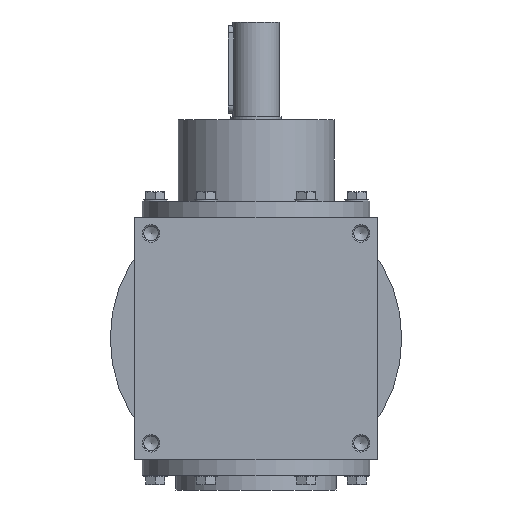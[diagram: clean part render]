
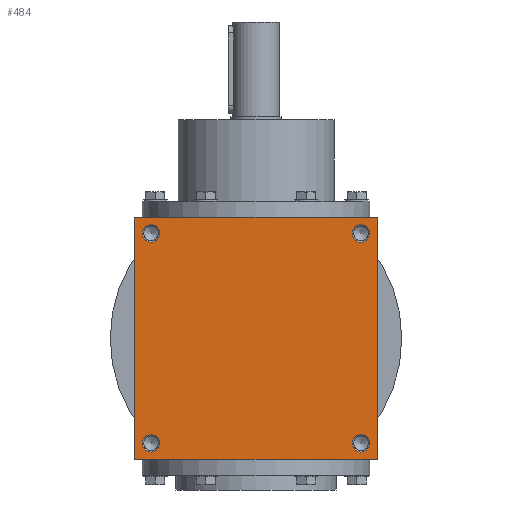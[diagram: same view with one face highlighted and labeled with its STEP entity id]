
A CAD part, left-side view. The second image highlights one B-rep face of the part: STEP entity #484.
In plain terms, the highlighted face is planar.
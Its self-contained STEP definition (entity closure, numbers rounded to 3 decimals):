
#484 = ADVANCED_FACE( '', ( #981, #982, #983, #984, #985 ), #986, .F. );
#981 = FACE_BOUND( '', #1714, .T. );
#982 = FACE_BOUND( '', #1715, .T. );
#983 = FACE_BOUND( '', #1716, .T. );
#984 = FACE_BOUND( '', #1717, .T. );
#985 = FACE_OUTER_BOUND( '', #1718, .T. );
#986 = PLANE( '', #1719 );
#1714 = EDGE_LOOP( '', ( #2494 ) );
#1715 = EDGE_LOOP( '', ( #2495 ) );
#1716 = EDGE_LOOP( '', ( #2496 ) );
#1717 = EDGE_LOOP( '', ( #2497 ) );
#1718 = EDGE_LOOP( '', ( #2498, #2499, #2500, #2501 ) );
#1719 = AXIS2_PLACEMENT_3D( '', #2502, #2503, #2504 );
#2494 = ORIENTED_EDGE( '', *, *, #3815, .F. );
#2495 = ORIENTED_EDGE( '', *, *, #3816, .T. );
#2496 = ORIENTED_EDGE( '', *, *, #3817, .F. );
#2497 = ORIENTED_EDGE( '', *, *, #3818, .T. );
#2498 = ORIENTED_EDGE( '', *, *, #3819, .F. );
#2499 = ORIENTED_EDGE( '', *, *, #3820, .F. );
#2500 = ORIENTED_EDGE( '', *, *, #3821, .F. );
#2501 = ORIENTED_EDGE( '', *, *, #3822, .F. );
#2502 = CARTESIAN_POINT( '', ( 0., 0., -83. ) );
#2503 = DIRECTION( '', ( 0., 0., 1. ) );
#2504 = DIRECTION( '', ( 1., 0., 0. ) );
#3815 = EDGE_CURVE( '', #4381, #4381, #4382, .T. );
#3816 = EDGE_CURVE( '', #4383, #4383, #4384, .T. );
#3817 = EDGE_CURVE( '', #4385, #4385, #4386, .T. );
#3818 = EDGE_CURVE( '', #4387, #4387, #4388, .T. );
#3819 = EDGE_CURVE( '', #4389, #4390, #4391, .T. );
#3820 = EDGE_CURVE( '', #4392, #4389, #4393, .T. );
#3821 = EDGE_CURVE( '', #4394, #4392, #4395, .T. );
#3822 = EDGE_CURVE( '', #4390, #4394, #4396, .T. );
#4381 = VERTEX_POINT( '', #5154 );
#4382 = CIRCLE( '', #5155, 6. );
#4383 = VERTEX_POINT( '', #5156 );
#4384 = CIRCLE( '', #5157, 6. );
#4385 = VERTEX_POINT( '', #5158 );
#4386 = CIRCLE( '', #5159, 6. );
#4387 = VERTEX_POINT( '', #5160 );
#4388 = CIRCLE( '', #5161, 6. );
#4389 = VERTEX_POINT( '', #5162 );
#4390 = VERTEX_POINT( '', #5163 );
#4391 = LINE( '', #5164, #5165 );
#4392 = VERTEX_POINT( '', #5166 );
#4393 = LINE( '', #5167, #5168 );
#4394 = VERTEX_POINT( '', #5169 );
#4395 = LINE( '', #5170, #5171 );
#4396 = LINE( '', #5172, #5173 );
#5154 = CARTESIAN_POINT( '', ( -78., 72., -83. ) );
#5155 = AXIS2_PLACEMENT_3D( '', #6106, #6107, #6108 );
#5156 = CARTESIAN_POINT( '', ( 78., 72., -83. ) );
#5157 = AXIS2_PLACEMENT_3D( '', #6109, #6110, #6111 );
#5158 = CARTESIAN_POINT( '', ( -78., -72., -83. ) );
#5159 = AXIS2_PLACEMENT_3D( '', #6112, #6113, #6114 );
#5160 = CARTESIAN_POINT( '', ( 78., -72., -83. ) );
#5161 = AXIS2_PLACEMENT_3D( '', #6115, #6116, #6117 );
#5162 = CARTESIAN_POINT( '', ( -83., 83., -83. ) );
#5163 = CARTESIAN_POINT( '', ( -83., -83., -83. ) );
#5164 = CARTESIAN_POINT( '', ( -83., 83., -83. ) );
#5165 = VECTOR( '', #6118, 1000. );
#5166 = CARTESIAN_POINT( '', ( 83., 83., -83. ) );
#5167 = CARTESIAN_POINT( '', ( 83., 83., -83. ) );
#5168 = VECTOR( '', #6119, 1000. );
#5169 = CARTESIAN_POINT( '', ( 83., -83., -83. ) );
#5170 = CARTESIAN_POINT( '', ( 83., -83., -83. ) );
#5171 = VECTOR( '', #6120, 1000. );
#5172 = CARTESIAN_POINT( '', ( -83., -83., -83. ) );
#5173 = VECTOR( '', #6121, 1000. );
#6106 = CARTESIAN_POINT( '', ( -72., 72., -83. ) );
#6107 = DIRECTION( '', ( 0., 0., -1. ) );
#6108 = DIRECTION( '', ( -1., 0., 0. ) );
#6109 = CARTESIAN_POINT( '', ( 72., 72., -83. ) );
#6110 = DIRECTION( '', ( 0., 0., 1. ) );
#6111 = DIRECTION( '', ( 1., 0., 0. ) );
#6112 = CARTESIAN_POINT( '', ( -72., -72., -83. ) );
#6113 = DIRECTION( '', ( 0., 0., -1. ) );
#6114 = DIRECTION( '', ( -1., 0., 0. ) );
#6115 = CARTESIAN_POINT( '', ( 72., -72., -83. ) );
#6116 = DIRECTION( '', ( 0., 0., 1. ) );
#6117 = DIRECTION( '', ( 1., 0., 0. ) );
#6118 = DIRECTION( '', ( 0., -1., 0. ) );
#6119 = DIRECTION( '', ( -1., 0., 0. ) );
#6120 = DIRECTION( '', ( 0., 1., 0. ) );
#6121 = DIRECTION( '', ( 1., 0., 0. ) );
